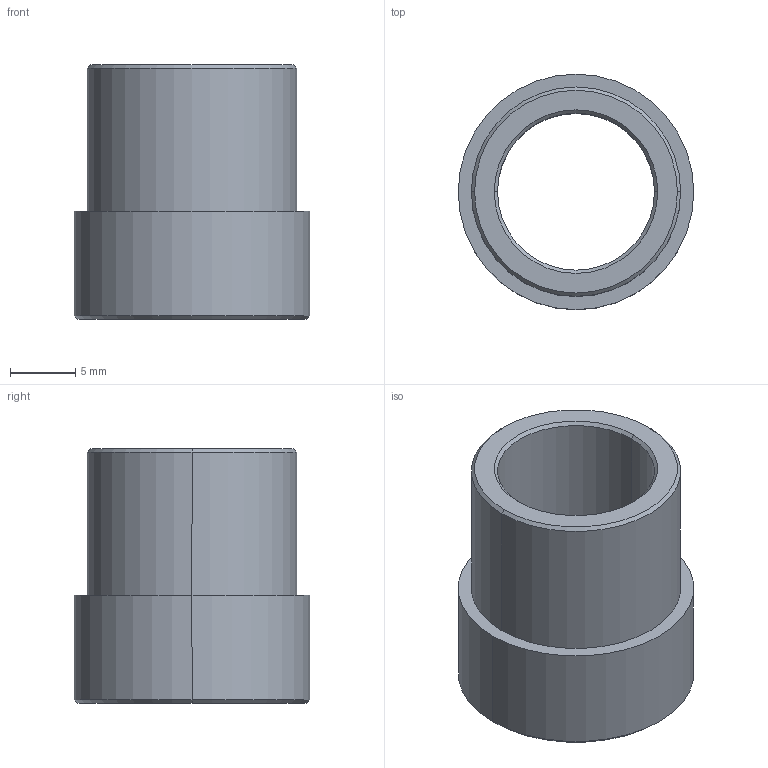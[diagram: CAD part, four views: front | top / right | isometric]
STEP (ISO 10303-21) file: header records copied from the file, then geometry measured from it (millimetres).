
FILE_DESCRIPTION((''),'2;1');
FILE_NAME('transmissionbushing.stp','2001-12-07T19:56:12',('Administrator'),(''),'Autodesk Inventor (tm) 3.0','Autodesk Inventor (tm) 3.0','');
FILE_SCHEMA(('CONFIG_CONTROL_DESIGN'));
Length unit declared in the file: millimetre
Products named in the file (1): transmissionbushing
Bounding box: 18 x 18 x 19.45 mm (x, y, z)
Volume: 2146 mm3; surface area: 2018.7 mm2
Topology: 1 solids, 1 shells, 17 faces, 34 edges, 20 vertices
Faces by surface type: cone 8, cylinder 4, plane 3, bspline 2
Entity records: 569 total; most frequent: CARTESIAN_POINT 106, DIRECTION 86, ORIENTED_EDGE 68, AXIS2_PLACEMENT_3D 36, EDGE_CURVE 34, VERTEX_POINT 20, CIRCLE 20, EDGE_LOOP 20
